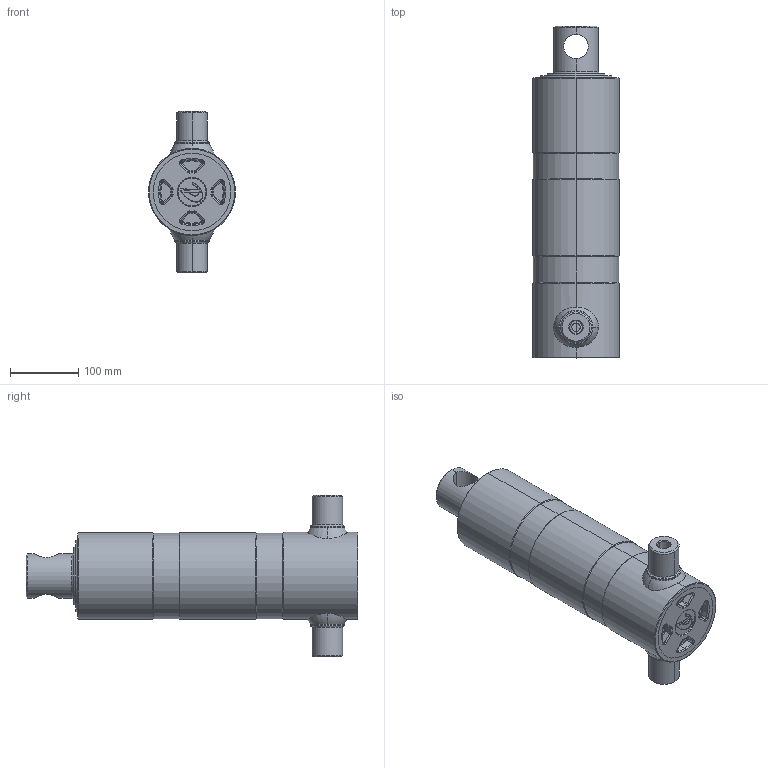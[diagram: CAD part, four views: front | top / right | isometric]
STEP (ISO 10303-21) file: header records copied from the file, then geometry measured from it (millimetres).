
FILE_DESCRIPTION (( 'STEP AP203' ), '1' );
FILE_NAME ('310.B.STEP', '2014-10-13T06:45:47', ( '' ), ( '' ), 'SwSTEP 2.0', 'SolidWorks 2013', '' );
FILE_SCHEMA (( 'CONFIG_CONTROL_DESIGN' ));
Length unit declared in the file: millimetre
Products named in the file (1): 310.B
Bounding box: 128 x 488 x 237 mm (x, y, z)
Surface area: 537805.5 mm2 (no closed solid volume)
Topology: 0 solids, 12 shells, 249 faces, 636 edges, 389 vertices
Faces by surface type: torus 76, cylinder 71, cone 66, plane 27, bspline 8, sphere 1
Entity records: 9315 total; most frequent: CARTESIAN_POINT 3191, DIRECTION 1433, ORIENTED_EDGE 1127, EDGE_CURVE 634, AXIS2_PLACEMENT_3D 616, VERTEX_POINT 388, CIRCLE 374, EDGE_LOOP 260
